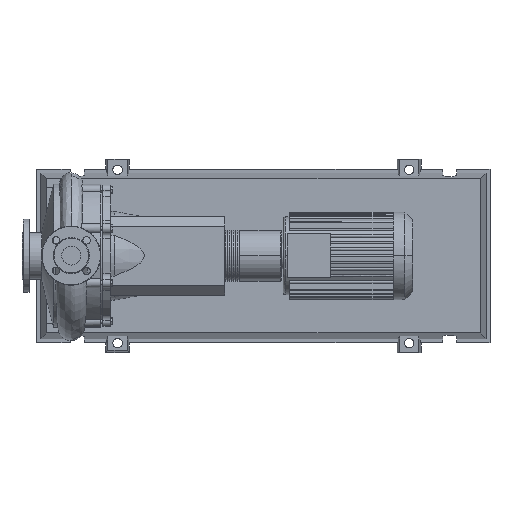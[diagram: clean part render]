
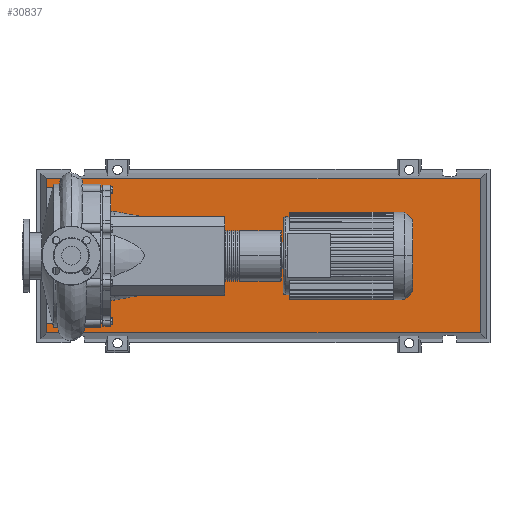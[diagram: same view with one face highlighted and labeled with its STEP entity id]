
A CAD part, top view. The second image highlights one B-rep face of the part: STEP entity #30837.
In plain terms, the highlighted planar face has unit normal (0, 0, 1).
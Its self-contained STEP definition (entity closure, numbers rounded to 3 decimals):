
#30518=CARTESIAN_POINT('',(1037.971,-195.471,103.0));
#30519=VERTEX_POINT('',#30518);
#30526=CARTESIAN_POINT('',(-62.971,-195.471,103.0));
#30527=VERTEX_POINT('',#30526);
#30528=CARTESIAN_POINT('',(1037.971,-195.471,103.0));
#30529=DIRECTION('',(-1.0,0.0,0.0));
#30530=VECTOR('',#30529,1100.941);
#30531=LINE('',#30528,#30530);
#30532=EDGE_CURVE('',#30519,#30527,#30531,.T.);
#30750=CARTESIAN_POINT('',(1037.971,195.471,103.0));
#30751=VERTEX_POINT('',#30750);
#30752=CARTESIAN_POINT('',(1037.971,195.471,103.0));
#30753=DIRECTION('',(0.0,-1.0,0.0));
#30754=VECTOR('',#30753,390.941);
#30755=LINE('',#30752,#30754);
#30756=EDGE_CURVE('',#30751,#30519,#30755,.T.);
#30774=CARTESIAN_POINT('',(-62.971,195.471,103.0));
#30775=VERTEX_POINT('',#30774);
#30776=CARTESIAN_POINT('',(-62.971,-195.471,103.0));
#30777=DIRECTION('',(0.0,1.0,0.0));
#30778=VECTOR('',#30777,390.941);
#30779=LINE('',#30776,#30778);
#30780=EDGE_CURVE('',#30527,#30775,#30779,.T.);
#30813=CARTESIAN_POINT('',(-62.971,195.471,103.0));
#30814=DIRECTION('',(1.0,0.0,0.0));
#30815=VECTOR('',#30814,1100.941);
#30816=LINE('',#30813,#30815);
#30817=EDGE_CURVE('',#30775,#30751,#30816,.T.);
#30826=CARTESIAN_POINT('',(487.5,0.,103.0));
#30827=DIRECTION('',(0.0,0.0,1.0));
#30828=DIRECTION('',(1.0,0.0,0.0));
#30829=AXIS2_PLACEMENT_3D('',#30826,#30827,#30828);
#30830=PLANE('',#30829);
#30831=ORIENTED_EDGE('',*,*,#30756,.F.);
#30832=ORIENTED_EDGE('',*,*,#30817,.F.);
#30833=ORIENTED_EDGE('',*,*,#30780,.F.);
#30834=ORIENTED_EDGE('',*,*,#30532,.F.);
#30835=EDGE_LOOP('',(#30831,#30832,#30833,#30834));
#30836=FACE_OUTER_BOUND('',#30835,.T.);
#30837=ADVANCED_FACE('',(#30836),#30830,.T.);
